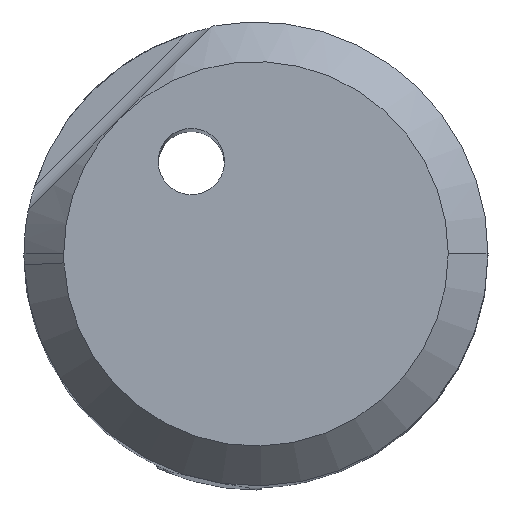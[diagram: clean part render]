
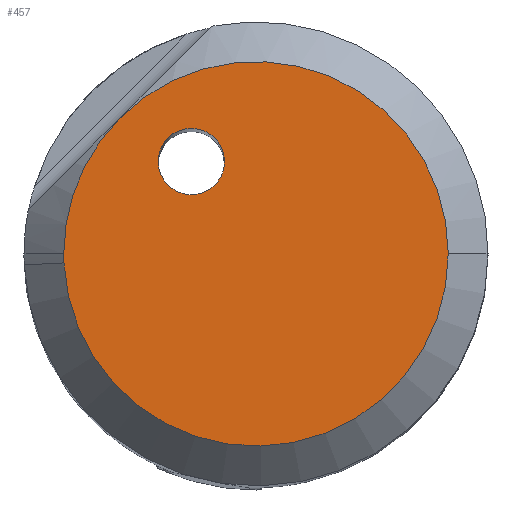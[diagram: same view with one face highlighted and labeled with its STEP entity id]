
A CAD part, top view. The second image highlights one B-rep face of the part: STEP entity #457.
In plain terms, the highlighted planar face has unit normal (0, 0, 1).
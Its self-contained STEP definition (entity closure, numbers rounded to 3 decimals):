
#195=AXIS2_PLACEMENT_3D('Circle Axis2P3D',#193,#194,$) ;
#220=AXIS2_PLACEMENT_3D('Circle Axis2P3D',#218,#219,$) ;
#396=AXIS2_PLACEMENT_3D('Circle Axis2P3D',#394,#395,$) ;
#426=AXIS2_PLACEMENT_3D('Plane Axis2P3D',#423,#424,#425) ;
#430=AXIS2_PLACEMENT_3D('Circle Axis2P3D',#428,#429,$) ;
#441=AXIS2_PLACEMENT_3D('Circle Axis2P3D',#439,#440,$) ;
#450=AXIS2_PLACEMENT_3D('Circle Axis2P3D',#448,#449,$) ;
#173=CARTESIAN_POINT('Vertex',(-2.897,-0.137,0.)) ;
#190=CARTESIAN_POINT('Vertex',(2.9,0.,0.)) ;
#193=CARTESIAN_POINT('Axis2P3D Location',(0.,0.,0.)) ;
#218=CARTESIAN_POINT('Axis2P3D Location',(0.,0.,0.)) ;
#222=CARTESIAN_POINT('Vertex',(-2.9,0.,0.)) ;
#394=CARTESIAN_POINT('Axis2P3D Location',(0.,0.,0.)) ;
#398=CARTESIAN_POINT('Vertex',(-2.051,2.051,0.)) ;
#423=CARTESIAN_POINT('Axis2P3D Location',(0.,0.,0.)) ;
#428=CARTESIAN_POINT('Axis2P3D Location',(0.,0.,0.)) ;
#439=CARTESIAN_POINT('Axis2P3D Location',(-0.975,1.393,0.)) ;
#443=CARTESIAN_POINT('Vertex',(-1.461,1.274,0.)) ;
#445=CARTESIAN_POINT('Vertex',(-0.489,1.511,0.)) ;
#448=CARTESIAN_POINT('Axis2P3D Location',(-0.975,1.393,0.)) ;
#194=DIRECTION('Axis2P3D Direction',(0.,0.,-1.)) ;
#219=DIRECTION('Axis2P3D Direction',(0.,0.,-1.)) ;
#395=DIRECTION('Axis2P3D Direction',(0.,0.,-1.)) ;
#424=DIRECTION('Axis2P3D Direction',(0.,0.,-1.)) ;
#425=DIRECTION('Axis2P3D XDirection',(-1.,0.,0.)) ;
#429=DIRECTION('Axis2P3D Direction',(0.,0.,-1.)) ;
#440=DIRECTION('Axis2P3D Direction',(0.,0.,-1.)) ;
#449=DIRECTION('Axis2P3D Direction',(0.,0.,-1.)) ;
#434=ORIENTED_EDGE('',*,*,#400,.F.) ;
#435=ORIENTED_EDGE('',*,*,#432,.F.) ;
#436=ORIENTED_EDGE('',*,*,#224,.F.) ;
#437=ORIENTED_EDGE('',*,*,#197,.F.) ;
#454=ORIENTED_EDGE('',*,*,#447,.T.) ;
#455=ORIENTED_EDGE('',*,*,#452,.T.) ;
#456=FACE_BOUND('',#453,.T.) ;
#457=ADVANCED_FACE('NOCUT',(#438,#456),#427,.F.) ;
#196=CIRCLE('generated circle',#195,2.9) ;
#221=CIRCLE('generated circle',#220,2.9) ;
#397=CIRCLE('generated circle',#396,2.9) ;
#431=CIRCLE('generated circle',#430,2.9) ;
#442=CIRCLE('generated circle',#441,0.5) ;
#451=CIRCLE('generated circle',#450,0.5) ;
#197=EDGE_CURVE('',#191,#174,#196,.T.) ;
#224=EDGE_CURVE('',#174,#223,#221,.T.) ;
#400=EDGE_CURVE('',#399,#191,#397,.T.) ;
#432=EDGE_CURVE('',#223,#399,#431,.T.) ;
#447=EDGE_CURVE('',#444,#446,#442,.T.) ;
#452=EDGE_CURVE('',#446,#444,#451,.T.) ;
#433=EDGE_LOOP('',(#434,#435,#436,#437)) ;
#453=EDGE_LOOP('',(#454,#455)) ;
#438=FACE_OUTER_BOUND('',#433,.T.) ;
#427=PLANE('',#426) ;
#174=VERTEX_POINT('',#173) ;
#191=VERTEX_POINT('',#190) ;
#223=VERTEX_POINT('',#222) ;
#399=VERTEX_POINT('',#398) ;
#444=VERTEX_POINT('',#443) ;
#446=VERTEX_POINT('',#445) ;
